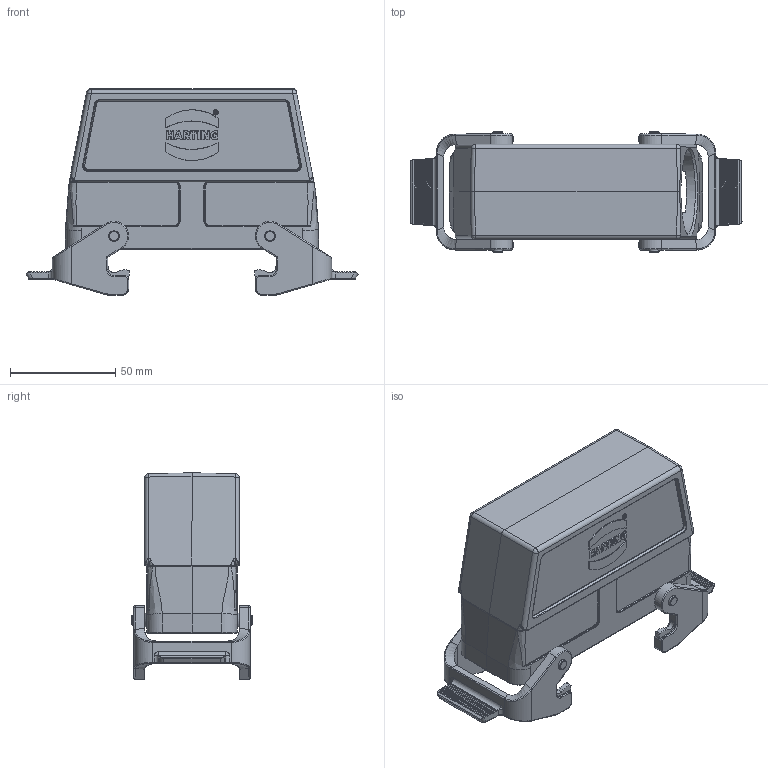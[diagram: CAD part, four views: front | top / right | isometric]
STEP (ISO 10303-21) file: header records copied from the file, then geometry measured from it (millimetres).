
FILE_DESCRIPTION(/* description */ (''),/* implementation_level */ '2;1');
FILE_NAME(/* name */ '100110540ugm000_c.stp',/* time_stamp */ '2017-11-06T08:02:40+01:00',/* author */ (''),/* organization */ (''),/* preprocessor_version */ 'ST-DEVELOPER v16',/* originating_system */ 'SIEMENS PLM Software NX 10.0',/* authorisation */ '');
FILE_SCHEMA (('AUTOMOTIVE_DESIGN { 1 0 10303 214 3 1 1 1 }'));
Length unit declared in the file: millimetre
Products named in the file (1): 100110540ugm000_c
Bounding box: 157.4 x 57.2 x 97.8 mm (x, y, z)
Volume: 113334.8 mm3; surface area: 64940.5 mm2
Topology: 3 solids, 3 shells, 941 faces, 2933 edges, 2591 vertices
Faces by surface type: plane 405, cylinder 242, bspline 183, torus 54, cone 51, sphere 6
Full cylindrical faces by diameter (mm): 3 x4, 5.1 x4, 40 x1
Entity records: 40343 total; most frequent: CARTESIAN_POINT 14094, ORIENTED_EDGE 4636, DIRECTION 4238, EDGE_CURVE 2318, VERTEX_POINT 1459, AXIS2_PLACEMENT_3D 1419, LINE 1400, VECTOR 1400
